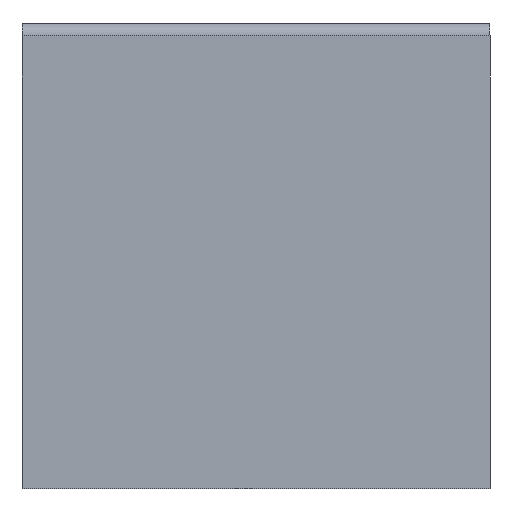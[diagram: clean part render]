
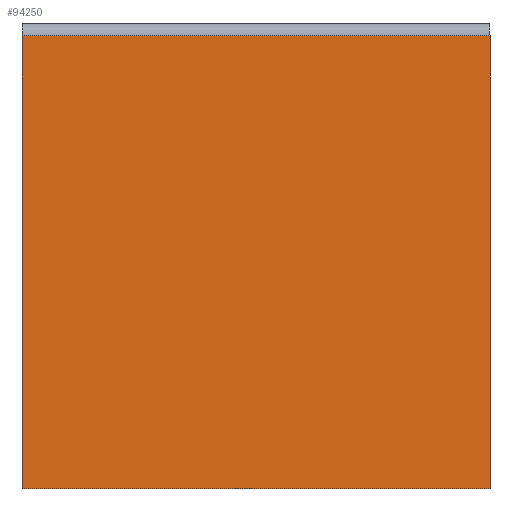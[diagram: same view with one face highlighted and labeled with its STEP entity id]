
A CAD part, front view. The second image highlights one B-rep face of the part: STEP entity #94250.
In plain terms, the highlighted planar face has unit normal (0, -1, 0).
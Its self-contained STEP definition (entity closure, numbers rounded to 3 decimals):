
#94031=CARTESIAN_POINT('',(-75.,-187.009,66.48));
#94032=VERTEX_POINT('',#94031);
#94084=CARTESIAN_POINT('',(75.,-187.009,66.48));
#94085=VERTEX_POINT('',#94084);
#94086=CARTESIAN_POINT('',(75.,-187.009,66.48));
#94087=DIRECTION('',(-1.0,0.0,0.0));
#94088=VECTOR('',#94087,150.0);
#94089=LINE('',#94086,#94088);
#94090=EDGE_CURVE('',#94085,#94032,#94089,.T.);
#94202=CARTESIAN_POINT('',(75.,-187.009,-78.568));
#94203=VERTEX_POINT('',#94202);
#94204=CARTESIAN_POINT('',(75.,-187.009,66.48));
#94205=DIRECTION('',(0.0,0.0,-1.0));
#94206=VECTOR('',#94205,145.048);
#94207=LINE('',#94204,#94206);
#94208=EDGE_CURVE('',#94085,#94203,#94207,.T.);
#94227=CARTESIAN_POINT('',(0.,-187.009,-3.568));
#94228=DIRECTION('',(0.0,1.0,0.0));
#94229=DIRECTION('',(0.0,0.0,1.0));
#94230=AXIS2_PLACEMENT_3D('',#94227,#94228,#94229);
#94231=PLANE('',#94230);
#94232=ORIENTED_EDGE('',*,*,#94090,.T.);
#94233=CARTESIAN_POINT('',(-75.,-187.009,-78.568));
#94234=VERTEX_POINT('',#94233);
#94235=CARTESIAN_POINT('',(-75.,-187.009,-78.568));
#94236=DIRECTION('',(0.0,0.0,1.0));
#94237=VECTOR('',#94236,145.048);
#94238=LINE('',#94235,#94237);
#94239=EDGE_CURVE('',#94234,#94032,#94238,.T.);
#94240=ORIENTED_EDGE('',*,*,#94239,.F.);
#94241=CARTESIAN_POINT('',(75.,-187.009,-78.568));
#94242=DIRECTION('',(-1.0,0.0,0.0));
#94243=VECTOR('',#94242,150.0);
#94244=LINE('',#94241,#94243);
#94245=EDGE_CURVE('',#94203,#94234,#94244,.T.);
#94246=ORIENTED_EDGE('',*,*,#94245,.F.);
#94247=ORIENTED_EDGE('',*,*,#94208,.F.);
#94248=EDGE_LOOP('',(#94232,#94240,#94246,#94247));
#94249=FACE_OUTER_BOUND('',#94248,.T.);
#94250=ADVANCED_FACE('',(#94249),#94231,.F.);
